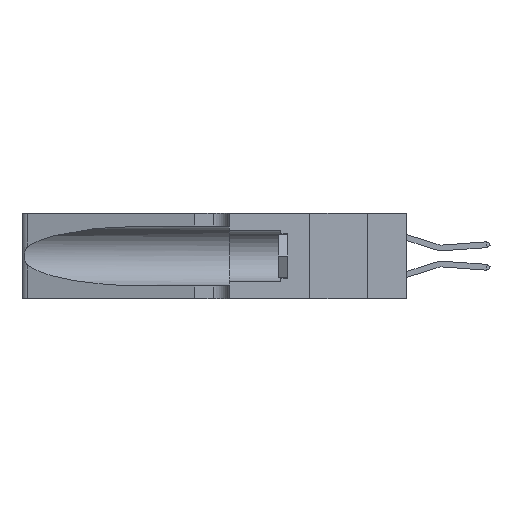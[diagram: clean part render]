
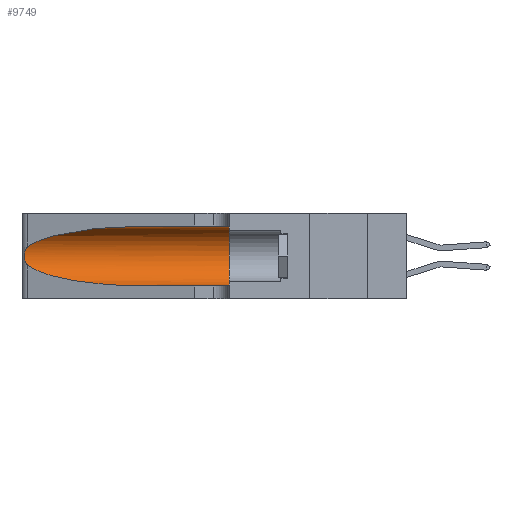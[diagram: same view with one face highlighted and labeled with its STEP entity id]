
A CAD part, left-side view. The second image highlights one B-rep face of the part: STEP entity #9749.
In plain terms, the highlighted cylindrical face has radius 3.308 mm (diameter 6.617 mm), a partial arc.
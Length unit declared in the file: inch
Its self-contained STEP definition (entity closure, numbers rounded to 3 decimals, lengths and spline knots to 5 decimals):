
#449 = LINE ( 'NONE', #13866, #13963 ) ;
#502 = VERTEX_POINT ( 'NONE', #13687 ) ;
#732 = CARTESIAN_POINT ( 'NONE',  ( 0.25555, 1.22993, 0.14849 ) ) ;
#831 = CARTESIAN_POINT ( 'NONE',  ( 0.25639, 1.23186, 0.15144 ) ) ;
#923 = CYLINDRICAL_SURFACE ( 'NONE', #29315, 0.13025 ) ;
#1046 = CARTESIAN_POINT ( 'NONE',  ( 0.25487, 1.22718, 0.14631 ) ) ;
#2654 = CARTESIAN_POINT ( 'NONE',  ( 0.1305, 0.72297, 0.31525 ) ) ;
#3206 = ORIENTED_EDGE ( 'NONE', *, *, #21240, .T. ) ;
#4305 = ORIENTED_EDGE ( 'NONE', *, *, #4541, .F. ) ;
#4541 = EDGE_CURVE ( 'NONE', #6473, #27810, #449, .T. ) ;
#5335 = CARTESIAN_POINT ( 'NONE',  ( 0.25487, 1.22718, 0.22369 ) ) ;
#5541 = CARTESIAN_POINT ( 'NONE',  ( 0.18966, 0.96281, 0.31525 ) ) ;
#5717 = LINE ( 'NONE', #14507, #26260 ) ;
#6003 = EDGE_CURVE ( 'NONE', #11093, #31368, #19815, .T. ) ;
#6473 = VERTEX_POINT ( 'NONE', #12322 ) ;
#6531 = EDGE_CURVE ( 'NONE', #31368, #8031, #5717, .T. ) ;
#7701 = CARTESIAN_POINT ( 'NONE',  ( 0.1305, 1.61858, 0.185 ) ) ;
#8014 = ORIENTED_EDGE ( 'NONE', *, *, #6531, .T. ) ;
#8031 = VERTEX_POINT ( 'NONE', #15400 ) ;
#8639 = FACE_OUTER_BOUND ( 'NONE', #22349, .T. ) ;
#9402 = ORIENTED_EDGE ( 'NONE', *, *, #6003, .T. ) ;
#9749 = ADVANCED_FACE ( 'NONE', ( #8639 ), #923, .F. ) ;
#10513 = CARTESIAN_POINT ( 'NONE',  ( 0.18966, 0.96281, 0.05475 ) ) ;
#11093 = VERTEX_POINT ( 'NONE', #17394 ) ;
#11467 = ORIENTED_EDGE ( 'NONE', *, *, #17053, .T. ) ;
#12322 = CARTESIAN_POINT ( 'NONE',  ( 0.1305, 0.72297, 0.31525 ) ) ;
#12342 = DIRECTION ( 'NONE',  ( 0., -1., 0. ) ) ;
#12905 = CARTESIAN_POINT ( 'NONE',  ( 0.26018, 1.23835, 0.19895 ) ) ;
#13687 = CARTESIAN_POINT ( 'NONE',  ( 0.25487, 1.22718, 0.22369 ) ) ;
#13866 = CARTESIAN_POINT ( 'NONE',  ( 0.1305, 1.61858, 0.31525 ) ) ;
#13963 = VECTOR ( 'NONE', #13962, 39.37008 ) ;
#13962 = DIRECTION ( 'NONE',  ( 0., -1., 0. ) ) ;
#14074 = ORIENTED_EDGE ( 'NONE', *, *, #25522, .F. ) ;
#14507 = CARTESIAN_POINT ( 'NONE',  ( 0.1305, 1.61858, 0.05475 ) ) ;
#15400 = CARTESIAN_POINT ( 'NONE',  ( 0.1305, 0.35, 0.05475 ) ) ;
#15523 = CARTESIAN_POINT ( 'NONE',  ( 0.26017, 1.23833, 0.17102 ) ) ;
#15850 = CARTESIAN_POINT ( 'NONE',  ( 0.25854, 1.2359, 0.20912 ) ) ;
#16018 = CARTESIAN_POINT ( 'NONE',  ( 0.1305, 0.35, 0.31525 ) ) ;
#17053 = EDGE_CURVE ( 'NONE', #502, #11093, #18447, .T. ) ;
#17394 = CARTESIAN_POINT ( 'NONE',  ( 0.25487, 1.22718, 0.14631 ) ) ;
#17915 = CARTESIAN_POINT ( 'NONE',  ( 0.25487, 1.22718, 0.22369 ) ) ;
#18015 = CARTESIAN_POINT ( 'NONE',  ( 0.2373, 1.15595, 0.08982 ) ) ;
#18359 = CARTESIAN_POINT ( 'NONE',  ( 0.26075, 1.23896, 0.19203 ) ) ;
#18447 = B_SPLINE_CURVE_WITH_KNOTS ( 'NONE', 3,
 ( #17915, #20856, #30351, #20637, #15850, #12905, #18359, #20537, #15523, #22890, #25792, #831, #732, #1046 ),
 .UNSPECIFIED., .F., .F.,
 ( 4, 2, 2, 2, 2, 2, 4 ),
 ( 0., 0.00027, 0.00053, 0.00107, 0.0016, 0.00187, 0.00214 ),
 .UNSPECIFIED. ) ;
#19277 = DIRECTION ( 'NONE',  ( 0., 1., 0. ) ) ;
#19385 = CARTESIAN_POINT ( 'NONE',  ( 0.1305, 0.35, 0.185 ) ) ;
#19815 =( BOUNDED_CURVE ( )  B_SPLINE_CURVE ( 3, ( #25245, #18015, #10513, #27635 ),
 .UNSPECIFIED., .F., .F. ) 
 B_SPLINE_CURVE_WITH_KNOTS ( ( 4, 4 ),
 ( 3.44316, 4.71239 ),
 .UNSPECIFIED. ) 
 CURVE ( )  GEOMETRIC_REPRESENTATION_ITEM ( )  RATIONAL_B_SPLINE_CURVE ( ( 1., 0.87, 0.87, 1. ) ) 
 REPRESENTATION_ITEM ( '' )  );
#19952 = DIRECTION ( 'NONE',  ( 0., 0., -1. ) ) ;
#20079 = CARTESIAN_POINT ( 'NONE',  ( 0.2373, 1.15595, 0.28018 ) ) ;
#20537 = CARTESIAN_POINT ( 'NONE',  ( 0.26075, 1.23896, 0.178 ) ) ;
#20637 = CARTESIAN_POINT ( 'NONE',  ( 0.25787, 1.23484, 0.2124 ) ) ;
#20717 = AXIS2_PLACEMENT_3D ( 'NONE', #19385, #19277, #24358 ) ;
#20856 = CARTESIAN_POINT ( 'NONE',  ( 0.25555, 1.22994, 0.2215 ) ) ;
#21240 = EDGE_CURVE ( 'NONE', #6473, #502, #21798, .T. ) ;
#21798 =( BOUNDED_CURVE ( )  B_SPLINE_CURVE ( 3, ( #2654, #5541, #20079, #5335 ),
 .UNSPECIFIED., .F., .T. ) 
 B_SPLINE_CURVE_WITH_KNOTS ( ( 4, 4 ),
 ( 1.5708, 2.84003 ),
 .UNSPECIFIED. ) 
 CURVE ( )  GEOMETRIC_REPRESENTATION_ITEM ( )  RATIONAL_B_SPLINE_CURVE ( ( 1., 0.87, 0.87, 1. ) ) 
 REPRESENTATION_ITEM ( '' )  );
#22349 = EDGE_LOOP ( 'NONE', ( #3206, #11467, #9402, #8014, #14074, #4305 ) ) ;
#22890 = CARTESIAN_POINT ( 'NONE',  ( 0.25856, 1.23593, 0.16098 ) ) ;
#24358 = DIRECTION ( 'NONE',  ( 0., 0., 1. ) ) ;
#25245 = CARTESIAN_POINT ( 'NONE',  ( 0.25487, 1.22718, 0.14631 ) ) ;
#25522 = EDGE_CURVE ( 'NONE', #27810, #8031, #28633, .T. ) ;
#25792 = CARTESIAN_POINT ( 'NONE',  ( 0.25789, 1.23486, 0.15765 ) ) ;
#26260 = VECTOR ( 'NONE', #29570, 39.37008 ) ;
#26506 = CARTESIAN_POINT ( 'NONE',  ( 0.1305, 0.72297, 0.05475 ) ) ;
#27635 = CARTESIAN_POINT ( 'NONE',  ( 0.1305, 0.72297, 0.05475 ) ) ;
#27810 = VERTEX_POINT ( 'NONE', #16018 ) ;
#28633 = CIRCLE ( 'NONE', #20717, 0.13025 ) ;
#29315 = AXIS2_PLACEMENT_3D ( 'NONE', #7701, #12342, #19952 ) ;
#29570 = DIRECTION ( 'NONE',  ( 0., -1., 0. ) ) ;
#30351 = CARTESIAN_POINT ( 'NONE',  ( 0.25639, 1.23184, 0.21858 ) ) ;
#31368 = VERTEX_POINT ( 'NONE', #26506 ) ;
